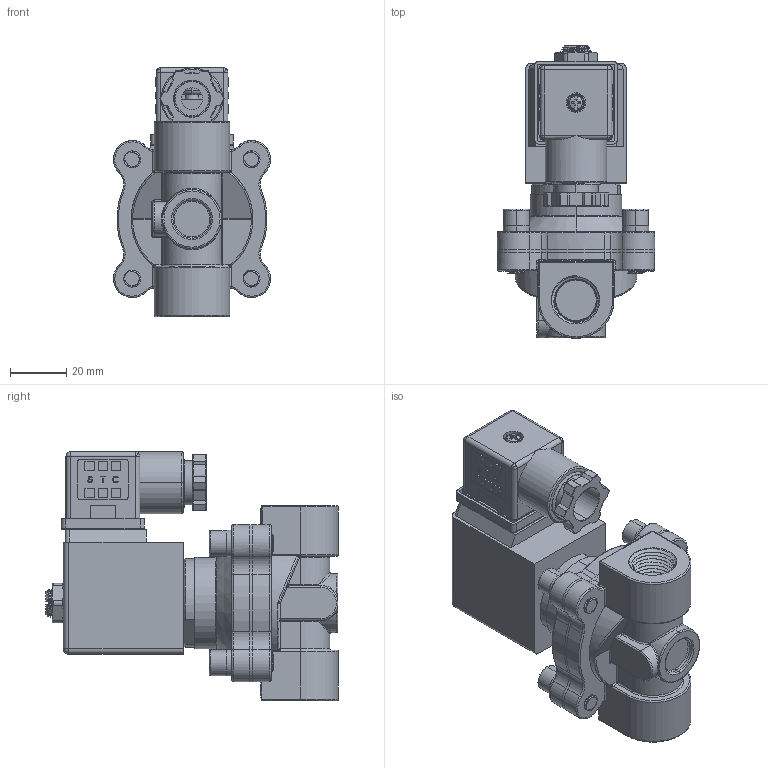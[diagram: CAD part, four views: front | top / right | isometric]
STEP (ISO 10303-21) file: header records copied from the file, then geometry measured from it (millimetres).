
FILE_DESCRIPTION (( 'STEP AP214' ), '1' );
FILE_NAME ('2S160-3-8.STEP', '2018-11-08T19:11:02', ( '' ), ( '' ), 'SwSTEP 2.0', 'SolidWorks 2016', '' );
FILE_SCHEMA (( 'AUTOMOTIVE_DESIGN' ));
Length unit declared in the file: millimetre
Products named in the file (1): 2S160-3-8
Bounding box: 55.98 x 104.3 x 88.78 mm (x, y, z)
Volume: 172998.8 mm3; surface area: 69092.8 mm2
Topology: 23 solids, 23 shells, 1824 faces, 4987 edges, 3255 vertices
Faces by surface type: cylinder 745, plane 672, bspline 169, torus 102, cone 100, sphere 36
Entity records: 129498 total; most frequent: CARTESIAN_POINT 66374, ORIENTED_EDGE 9932, DIRECTION 7585, EDGE_CURVE 4966, VERTEX_POINT 3254, AXIS2_PLACEMENT_3D 2571, LINE 2443, VECTOR 2443
